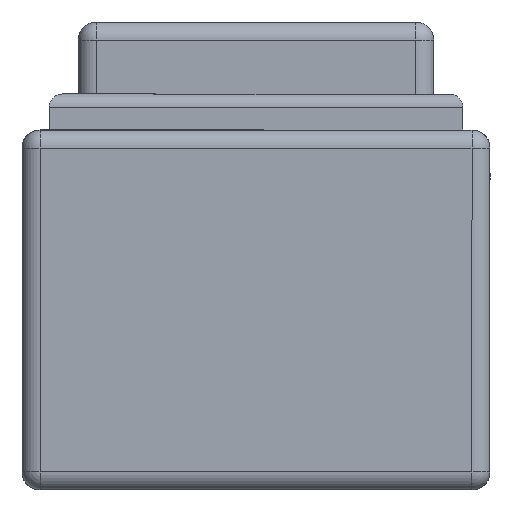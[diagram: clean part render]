
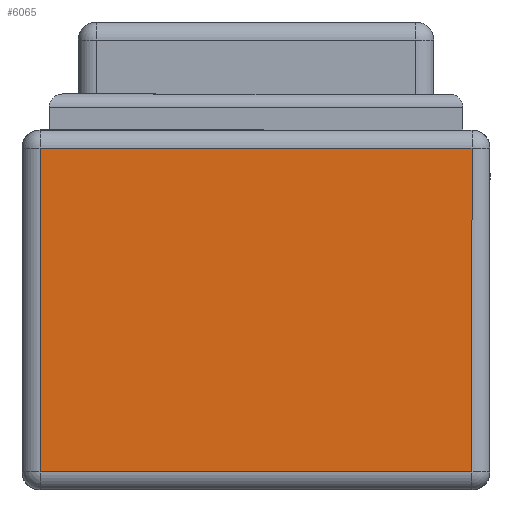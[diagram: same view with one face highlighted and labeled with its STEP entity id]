
A CAD part, front view. The second image highlights one B-rep face of the part: STEP entity #6065.
In plain terms, the highlighted face is planar.
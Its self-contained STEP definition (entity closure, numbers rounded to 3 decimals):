
#5539=CARTESIAN_POINT('',(24.,-18.,-60.));
#5540=VERTEX_POINT('',#5539);
#5572=CARTESIAN_POINT('',(24.,18.,-60.));
#5573=VERTEX_POINT('',#5572);
#5623=CARTESIAN_POINT('',(24.,-18.,-60.));
#5624=DIRECTION('',(0.0,1.0,0.0));
#5625=VECTOR('',#5624,36.);
#5626=LINE('',#5623,#5625);
#5627=EDGE_CURVE('',#5540,#5573,#5626,.T.);
#5903=CARTESIAN_POINT('',(-24.,18.,-60.));
#5904=VERTEX_POINT('',#5903);
#5936=CARTESIAN_POINT('',(-24.,-18.,-60.));
#5937=VERTEX_POINT('',#5936);
#5988=CARTESIAN_POINT('',(-24.,-18.,-60.));
#5989=DIRECTION('',(1.0,0.0,0.0));
#5990=VECTOR('',#5989,48.0);
#5991=LINE('',#5988,#5990);
#5992=EDGE_CURVE('',#5937,#5540,#5991,.T.);
#6004=CARTESIAN_POINT('',(-24.,18.,-60.));
#6005=DIRECTION('',(0.0,-1.0,0.0));
#6006=VECTOR('',#6005,36.);
#6007=LINE('',#6004,#6006);
#6008=EDGE_CURVE('',#5904,#5937,#6007,.T.);
#6025=CARTESIAN_POINT('',(24.,18.,-60.));
#6026=DIRECTION('',(-1.0,0.0,0.0));
#6027=VECTOR('',#6026,48.);
#6028=LINE('',#6025,#6027);
#6029=EDGE_CURVE('',#5573,#5904,#6028,.T.);
#6054=CARTESIAN_POINT('',(0.,0.,-60.));
#6055=DIRECTION('',(0.0,0.0,1.0));
#6056=DIRECTION('',(1.0,0.0,0.0));
#6057=AXIS2_PLACEMENT_3D('',#6054,#6055,#6056);
#6058=PLANE('',#6057);
#6059=ORIENTED_EDGE('',*,*,#5992,.F.);
#6060=ORIENTED_EDGE('',*,*,#6008,.F.);
#6061=ORIENTED_EDGE('',*,*,#6029,.F.);
#6062=ORIENTED_EDGE('',*,*,#5627,.F.);
#6063=EDGE_LOOP('',(#6059,#6060,#6061,#6062));
#6064=FACE_OUTER_BOUND('',#6063,.T.);
#6065=ADVANCED_FACE('',(#6064),#6058,.F.);
